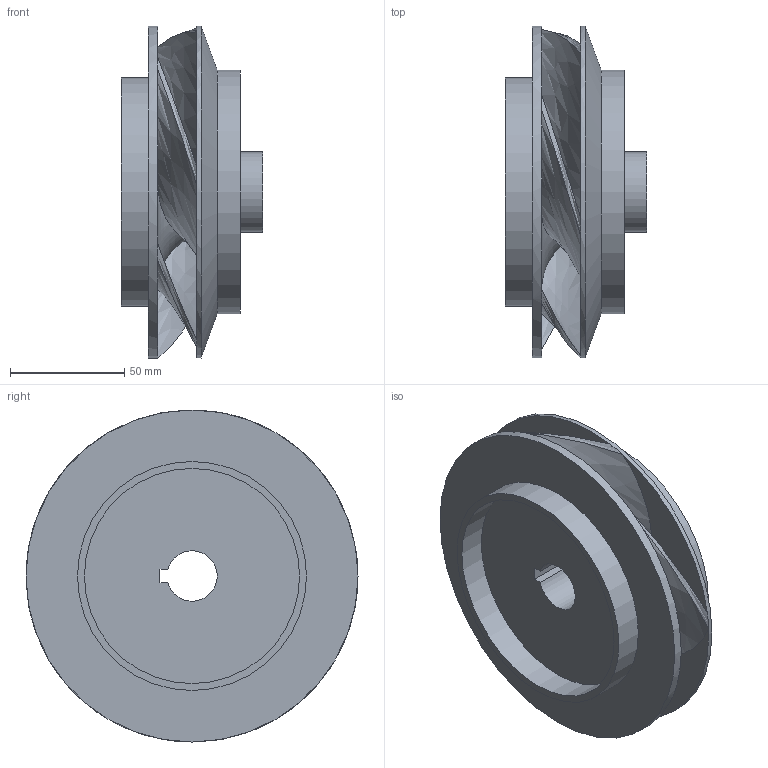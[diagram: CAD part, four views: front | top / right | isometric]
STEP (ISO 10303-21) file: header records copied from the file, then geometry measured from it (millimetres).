
FILE_DESCRIPTION(/* description */ (''),/* implementation_level */ '2;1');
FILE_NAME(/* name */ 'Part2.stp',/* time_stamp */ '2023-09-05T23:56:26+05:00',/* author */ ('gzb'),/* organization */ (''),/* preprocessor_version */ 'ST-DEVELOPER v17',/* originating_system */ 'Autodesk Inventor 2019',/* authorisation */ '');
FILE_SCHEMA (('AUTOMOTIVE_DESIGN { 1 0 10303 214 3 1 1 }'));
Length unit declared in the file: millimetre
Products named in the file (1): Part2
Bounding box: 62 x 145 x 145 mm (x, y, z)
Volume: 201498.4 mm3; surface area: 97682.3 mm2
Topology: 1 solids, 1 shells, 54 faces, 156 edges, 97 vertices
Faces by surface type: plane 23, bspline 20, cylinder 8, torus 2, cone 1
Full cylindrical faces by diameter (mm): 35 x1, 94 x1, 100 x1, 100.535 x1, 106.535 x1, 145 x2
Entity records: 2638 total; most frequent: CARTESIAN_POINT 1204, ORIENTED_EDGE 312, DIRECTION 290, EDGE_CURVE 156, AXIS2_PLACEMENT_3D 136, CIRCLE 101, VERTEX_POINT 97, EDGE_LOOP 59
